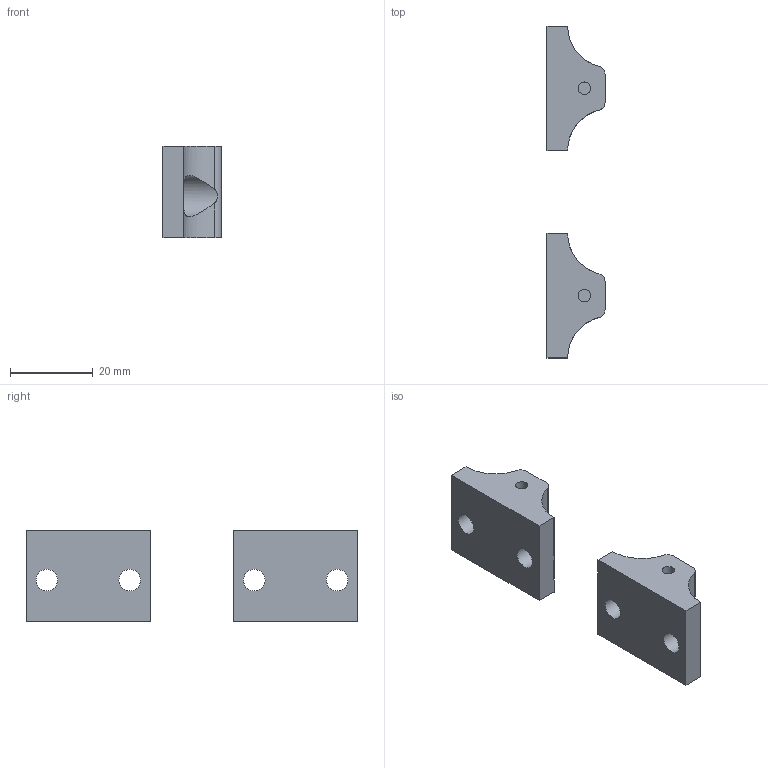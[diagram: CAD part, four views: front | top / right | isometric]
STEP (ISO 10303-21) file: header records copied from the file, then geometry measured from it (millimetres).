
FILE_DESCRIPTION(/* description */ (''),/* implementation_level */ '2;1');
FILE_NAME(/* name */ 'Y轴惰轮固定.stp',/* time_stamp */ '2024-09-10T23:39:30+08:00',/* author */ (''),/* organization */ (''),/* preprocessor_version */ 'ST-DEVELOPER v15.2',/* originating_system */ 'Autodesk Translator Framework v2.0.0.5431',/* authorisation */ '');
FILE_SCHEMA (('AUTOMOTIVE_DESIGN { 1 0 10303 214 3 1 1 }'));
Length unit declared in the file: centimetre
Products named in the file (1): Y轴惰轮固定
Bounding box: 14 x 80 x 22 mm (x, y, z)
Volume: 11179.3 mm3; surface area: 5178.8 mm2
Topology: 2 solids, 2 shells, 40 faces, 106 edges, 72 vertices
Faces by surface type: cylinder 22, plane 18
Full cylindrical faces by diameter (mm): 3 x2, 5.2 x4
Entity records: 1418 total; most frequent: CARTESIAN_POINT 425, DIRECTION 198, ORIENTED_EDGE 192, EDGE_CURVE 96, AXIS2_PLACEMENT_3D 73, VERTEX_POINT 68, EDGE_LOOP 56, LINE 52
